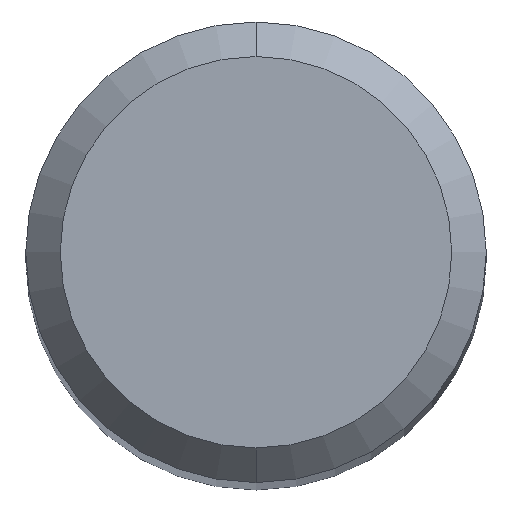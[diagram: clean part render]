
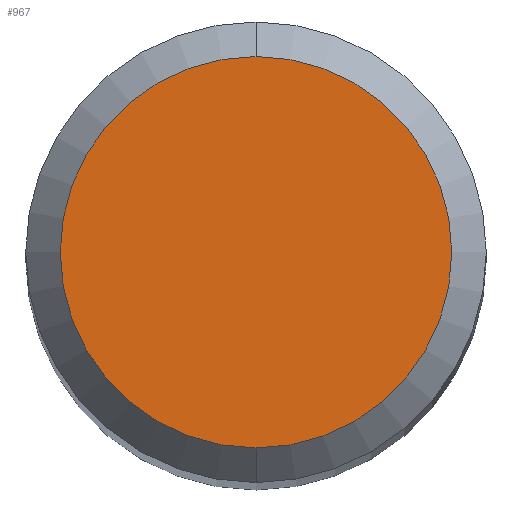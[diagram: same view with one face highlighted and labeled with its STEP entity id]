
A CAD part, top view. The second image highlights one B-rep face of the part: STEP entity #967.
In plain terms, the highlighted planar face has unit normal (0, 0, 1).
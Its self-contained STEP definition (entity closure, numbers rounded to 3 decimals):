
#429=EDGE_CURVE('',#751,#801,#1097,.T.);
#445=EDGE_CURVE('',#801,#751,#1115,.T.);
#751=VERTEX_POINT('',#1443);
#801=VERTEX_POINT('',#1499);
#967=ADVANCED_FACE('',(#1683),#1684,.T.);
#1097=CIRCLE('',#1953,1.7);
#1115=CIRCLE('',#2008,1.7);
#1443=CARTESIAN_POINT('',(0.0,1.7,0.0));
#1499=CARTESIAN_POINT('',(0.,-1.7,0.0));
#1683=FACE_OUTER_BOUND('',#4016,.T.);
#1684=PLANE('',#4017);
#1953=AXIS2_PLACEMENT_3D('',#4191,#4192,#4193);
#2008=AXIS2_PLACEMENT_3D('',#4228,#4229,#4230);
#4016=EDGE_LOOP('',(#4856,#4857));
#4017=AXIS2_PLACEMENT_3D('',#4858,#4859,#4860);
#4191=CARTESIAN_POINT('',(0.0,0.0,0.0));
#4192=DIRECTION('',(0.0,0.0,-1.0));
#4193=DIRECTION('',(0.0,1.0,0.0));
#4228=CARTESIAN_POINT('',(0.0,0.0,0.0));
#4229=DIRECTION('',(0.0,0.0,-1.0));
#4230=DIRECTION('',(0.0,1.0,0.0));
#4856=ORIENTED_EDGE('',*,*,#429,.F.);
#4857=ORIENTED_EDGE('',*,*,#445,.F.);
#4858=CARTESIAN_POINT('',(0.0,0.85,0.0));
#4859=DIRECTION('',(-0.0,0.0,1.0));
#4860=DIRECTION('',(0.0,-1.0,0.0));
